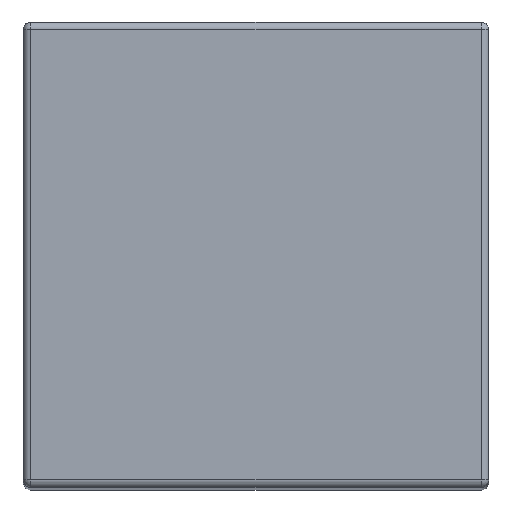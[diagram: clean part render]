
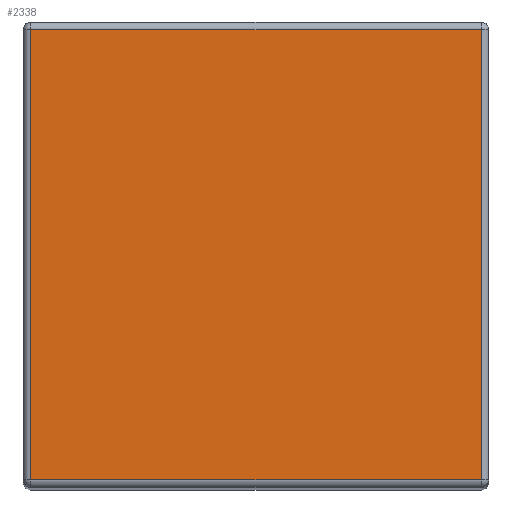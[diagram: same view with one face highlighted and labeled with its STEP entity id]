
A CAD part, top view. The second image highlights one B-rep face of the part: STEP entity #2338.
In plain terms, the highlighted planar face has unit normal (0, 0, 1).
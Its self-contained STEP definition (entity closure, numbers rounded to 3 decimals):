
#979=DIRECTION('',(0.,-1.,0.));
#980=VECTOR('',#979,29.);
#981=CARTESIAN_POINT('',(-14.5,14.5,91.));
#982=LINE('',#981,#980);
#986=DIRECTION('',(1.,0.,0.));
#987=VECTOR('',#986,29.);
#988=CARTESIAN_POINT('',(-14.5,14.5,91.));
#989=LINE('',#988,#987);
#993=DIRECTION('',(0.,-1.,0.));
#994=VECTOR('',#993,29.);
#995=CARTESIAN_POINT('',(14.5,14.5,91.));
#996=LINE('',#995,#994);
#1000=DIRECTION('',(-1.,0.,0.));
#1001=VECTOR('',#1000,29.);
#1002=CARTESIAN_POINT('',(14.5,-14.5,91.));
#1003=LINE('',#1002,#1001);
#1407=CARTESIAN_POINT('',(-14.5,14.5,91.));
#1408=CARTESIAN_POINT('',(-14.5,-14.5,91.));
#1409=VERTEX_POINT('',#1407);
#1410=VERTEX_POINT('',#1408);
#1413=CARTESIAN_POINT('',(14.5,14.5,91.));
#1414=VERTEX_POINT('',#1413);
#1461=CARTESIAN_POINT('',(14.5,-14.5,91.));
#1462=VERTEX_POINT('',#1461);
#2325=CARTESIAN_POINT('',(-15.,-15.,91.));
#2326=DIRECTION('',(0.,0.,1.));
#2327=DIRECTION('',(1.,0.,0.));
#2328=AXIS2_PLACEMENT_3D('',#2325,#2326,#2327);
#2329=PLANE('',#2328);
#2330=ORIENTED_EDGE('',*,*,#2316,.F.);
#2332=ORIENTED_EDGE('',*,*,#2331,.T.);
#2334=ORIENTED_EDGE('',*,*,#2333,.T.);
#2335=ORIENTED_EDGE('',*,*,#2280,.T.);
#2336=EDGE_LOOP('',(#2330,#2332,#2334,#2335));
#2337=FACE_OUTER_BOUND('',#2336,.F.);
#2338=ADVANCED_FACE('',(#2337),#2329,.T.);
#2280=EDGE_CURVE('',#1462,#1410,#1003,.T.);
#2316=EDGE_CURVE('',#1409,#1410,#982,.T.);
#2331=EDGE_CURVE('',#1409,#1414,#989,.T.);
#2333=EDGE_CURVE('',#1414,#1462,#996,.T.);
